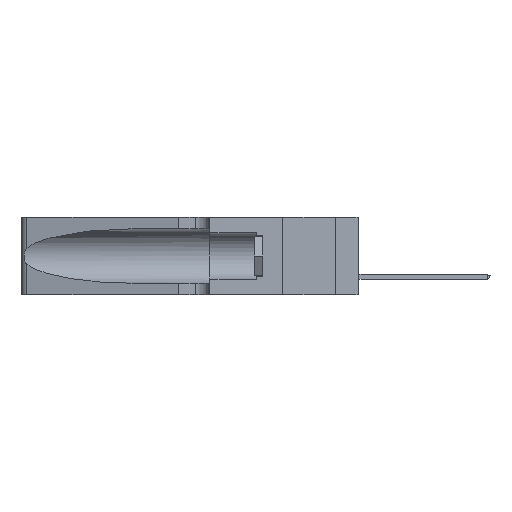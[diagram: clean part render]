
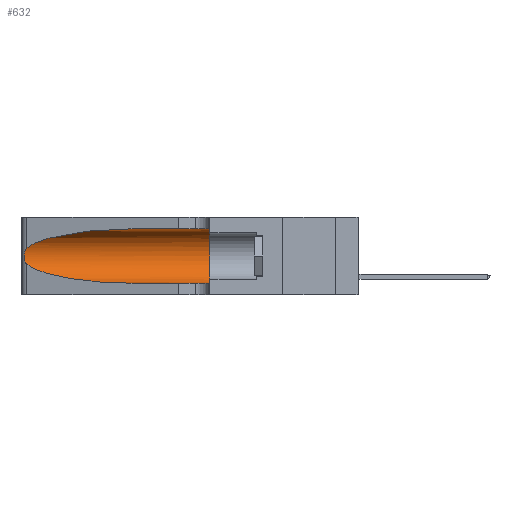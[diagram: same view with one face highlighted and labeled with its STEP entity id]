
A CAD part, left-side view. The second image highlights one B-rep face of the part: STEP entity #632.
In plain terms, the highlighted cylindrical face has radius 3.308 mm (diameter 6.617 mm), a partial arc.
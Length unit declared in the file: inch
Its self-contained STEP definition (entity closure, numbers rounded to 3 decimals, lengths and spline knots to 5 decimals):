
#370 = CARTESIAN_POINT ( 'NONE',  ( 0.25787, 1.23484, 0.2124 ) ) ;
#632 = ADVANCED_FACE ( 'NONE', ( #11838 ), #23305, .F. ) ;
#656 = ORIENTED_EDGE ( 'NONE', *, *, #12907, .T. ) ;
#844 = CARTESIAN_POINT ( 'NONE',  ( 0.1305, 0.72297, 0.31525 ) ) ;
#3277 = CARTESIAN_POINT ( 'NONE',  ( 0.25856, 1.23593, 0.16098 ) ) ;
#3361 = VERTEX_POINT ( 'NONE', #16043 ) ;
#4088 = EDGE_CURVE ( 'NONE', #7133, #3361, #11624, .T. ) ;
#4584 = CARTESIAN_POINT ( 'NONE',  ( 0.1305, 1.61858, 0.31525 ) ) ;
#4652 = CARTESIAN_POINT ( 'NONE',  ( 0.18966, 0.96281, 0.31525 ) ) ;
#4734 = B_SPLINE_CURVE_WITH_KNOTS ( 'NONE', 3,
 ( #20801, #16308, #7377, #370, #7176, #23186, #25467, #14101, #10060, #3277, #7771, #23800, #16696, #23998 ),
 .UNSPECIFIED., .F., .F.,
 ( 4, 2, 2, 2, 2, 2, 4 ),
 ( 0., 0.00027, 0.00053, 0.00107, 0.0016, 0.00187, 0.00214 ),
 .UNSPECIFIED. ) ;
#4746 = CARTESIAN_POINT ( 'NONE',  ( 0.1305, 0.72297, 0.05475 ) ) ;
#4924 = CARTESIAN_POINT ( 'NONE',  ( 0.1305, 0.35, 0.31525 ) ) ;
#5133 = CARTESIAN_POINT ( 'NONE',  ( 0.25487, 1.22718, 0.22369 ) ) ;
#5402 = DIRECTION ( 'NONE',  ( 0., 1., 0. ) ) ;
#6789 = CARTESIAN_POINT ( 'NONE',  ( 0.2373, 1.15595, 0.08982 ) ) ;
#7133 = VERTEX_POINT ( 'NONE', #24568 ) ;
#7176 = CARTESIAN_POINT ( 'NONE',  ( 0.25854, 1.2359, 0.20912 ) ) ;
#7377 = CARTESIAN_POINT ( 'NONE',  ( 0.25639, 1.23184, 0.21858 ) ) ;
#7693 = DIRECTION ( 'NONE',  ( 0., -1., 0. ) ) ;
#7771 = CARTESIAN_POINT ( 'NONE',  ( 0.25789, 1.23486, 0.15765 ) ) ;
#7795 = DIRECTION ( 'NONE',  ( 0., 0., 1. ) ) ;
#8467 = CARTESIAN_POINT ( 'NONE',  ( 0.1305, 0.72297, 0.31525 ) ) ;
#8918 = CARTESIAN_POINT ( 'NONE',  ( 0.25487, 1.22718, 0.22369 ) ) ;
#8970 = DIRECTION ( 'NONE',  ( 0., -1., 0. ) ) ;
#9711 = EDGE_CURVE ( 'NONE', #15478, #7133, #18878, .T. ) ;
#10060 = CARTESIAN_POINT ( 'NONE',  ( 0.26017, 1.23833, 0.17102 ) ) ;
#10107 = ORIENTED_EDGE ( 'NONE', *, *, #4088, .T. ) ;
#10218 = CARTESIAN_POINT ( 'NONE',  ( 0.25487, 1.22718, 0.14631 ) ) ;
#10745 = EDGE_LOOP ( 'NONE', ( #656, #27236, #19491, #10107, #26396, #15109 ) ) ;
#11624 = LINE ( 'NONE', #23398, #23828 ) ;
#11838 = FACE_OUTER_BOUND ( 'NONE', #10745, .T. ) ;
#11853 = CARTESIAN_POINT ( 'NONE',  ( 0.1305, 1.61858, 0.185 ) ) ;
#11960 = DIRECTION ( 'NONE',  ( 0., 0., -1. ) ) ;
#12907 = EDGE_CURVE ( 'NONE', #16307, #28829, #16691, .T. ) ;
#14101 = CARTESIAN_POINT ( 'NONE',  ( 0.26075, 1.23896, 0.178 ) ) ;
#14177 = AXIS2_PLACEMENT_3D ( 'NONE', #14511, #5402, #7795 ) ;
#14373 = CIRCLE ( 'NONE', #14177, 0.13025 ) ;
#14511 = CARTESIAN_POINT ( 'NONE',  ( 0.1305, 0.35, 0.185 ) ) ;
#14644 = VERTEX_POINT ( 'NONE', #4924 ) ;
#15109 = ORIENTED_EDGE ( 'NONE', *, *, #16699, .F. ) ;
#15478 = VERTEX_POINT ( 'NONE', #10218 ) ;
#16043 = CARTESIAN_POINT ( 'NONE',  ( 0.1305, 0.35, 0.05475 ) ) ;
#16307 = VERTEX_POINT ( 'NONE', #844 ) ;
#16308 = CARTESIAN_POINT ( 'NONE',  ( 0.25555, 1.22994, 0.2215 ) ) ;
#16691 =( BOUNDED_CURVE ( )  B_SPLINE_CURVE ( 3, ( #8467, #4652, #25947, #5133 ),
 .UNSPECIFIED., .F., .T. ) 
 B_SPLINE_CURVE_WITH_KNOTS ( ( 4, 4 ),
 ( 1.5708, 2.84003 ),
 .UNSPECIFIED. ) 
 CURVE ( )  GEOMETRIC_REPRESENTATION_ITEM ( )  RATIONAL_B_SPLINE_CURVE ( ( 1., 0.87, 0.87, 1. ) ) 
 REPRESENTATION_ITEM ( '' )  );
#16696 = CARTESIAN_POINT ( 'NONE',  ( 0.25555, 1.22993, 0.14849 ) ) ;
#16699 = EDGE_CURVE ( 'NONE', #16307, #14644, #22905, .T. ) ;
#16843 = VECTOR ( 'NONE', #23182, 39.37008 ) ;
#17364 = EDGE_CURVE ( 'NONE', #28829, #15478, #4734, .T. ) ;
#18213 = AXIS2_PLACEMENT_3D ( 'NONE', #11853, #8970, #11960 ) ;
#18375 = CARTESIAN_POINT ( 'NONE',  ( 0.18966, 0.96281, 0.05475 ) ) ;
#18878 =( BOUNDED_CURVE ( )  B_SPLINE_CURVE ( 3, ( #29462, #6789, #18375, #4746 ),
 .UNSPECIFIED., .F., .T. ) 
 B_SPLINE_CURVE_WITH_KNOTS ( ( 4, 4 ),
 ( 3.44316, 4.71239 ),
 .UNSPECIFIED. ) 
 CURVE ( )  GEOMETRIC_REPRESENTATION_ITEM ( )  RATIONAL_B_SPLINE_CURVE ( ( 1., 0.87, 0.87, 1. ) ) 
 REPRESENTATION_ITEM ( '' )  );
#19491 = ORIENTED_EDGE ( 'NONE', *, *, #9711, .T. ) ;
#19521 = EDGE_CURVE ( 'NONE', #14644, #3361, #14373, .T. ) ;
#20801 = CARTESIAN_POINT ( 'NONE',  ( 0.25487, 1.22718, 0.22369 ) ) ;
#22905 = LINE ( 'NONE', #4584, #16843 ) ;
#23182 = DIRECTION ( 'NONE',  ( 0., -1., 0. ) ) ;
#23186 = CARTESIAN_POINT ( 'NONE',  ( 0.26018, 1.23835, 0.19895 ) ) ;
#23305 = CYLINDRICAL_SURFACE ( 'NONE', #18213, 0.13025 ) ;
#23398 = CARTESIAN_POINT ( 'NONE',  ( 0.1305, 1.61858, 0.05475 ) ) ;
#23800 = CARTESIAN_POINT ( 'NONE',  ( 0.25639, 1.23186, 0.15144 ) ) ;
#23828 = VECTOR ( 'NONE', #7693, 39.37008 ) ;
#23998 = CARTESIAN_POINT ( 'NONE',  ( 0.25487, 1.22718, 0.14631 ) ) ;
#24568 = CARTESIAN_POINT ( 'NONE',  ( 0.1305, 0.72297, 0.05475 ) ) ;
#25467 = CARTESIAN_POINT ( 'NONE',  ( 0.26075, 1.23896, 0.19203 ) ) ;
#25947 = CARTESIAN_POINT ( 'NONE',  ( 0.2373, 1.15595, 0.28018 ) ) ;
#26396 = ORIENTED_EDGE ( 'NONE', *, *, #19521, .F. ) ;
#27236 = ORIENTED_EDGE ( 'NONE', *, *, #17364, .T. ) ;
#28829 = VERTEX_POINT ( 'NONE', #8918 ) ;
#29462 = CARTESIAN_POINT ( 'NONE',  ( 0.25487, 1.22718, 0.14631 ) ) ;
